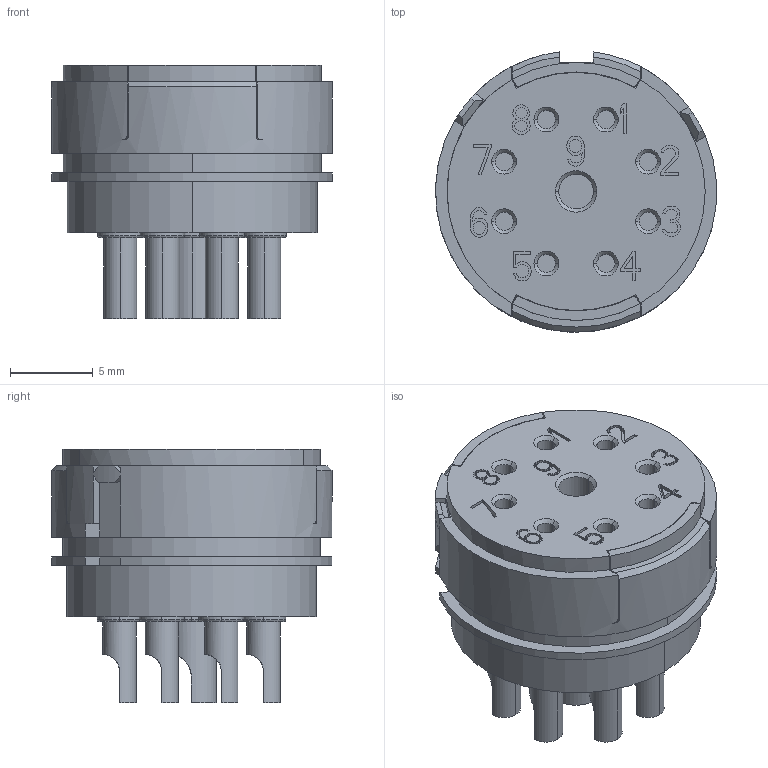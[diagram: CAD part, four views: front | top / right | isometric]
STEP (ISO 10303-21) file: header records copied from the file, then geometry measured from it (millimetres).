
FILE_DESCRIPTION((''),'2;1');
FILE_NAME('1596535','2015-09-08T',('feitelbuss'),(''),'PRO/ENGINEER BY PARAMETRIC TECHNOLOGY CORPORATION, 2014200','PRO/ENGINEER BY PARAMETRIC TECHNOLOGY CORPORATION, 2014200','');
FILE_SCHEMA(('AUTOMOTIVE_DESIGN { 1 0 10303 214 1 1 1 1 }'));
Length unit declared in the file: millimetre
Products named in the file (1): 1596535
Bounding box: 16.98 x 16.94 x 15.3 mm (x, y, z)
Volume: 2060.3 mm3; surface area: 1714.6 mm2
Topology: 1 solids, 1 shells, 1050 faces, 2893 edges, 1892 vertices
Faces by surface type: plane 844, cylinder 139, cone 43, torus 24
Entity records: 33539 total; most frequent: CARTESIAN_POINT 6573, ORIENTED_EDGE 5750, DIRECTION 5233, EDGE_CURVE 2875, VECTOR 2469, LINE 2469, VERTEX_POINT 1892, AXIS2_PLACEMENT_3D 1382
